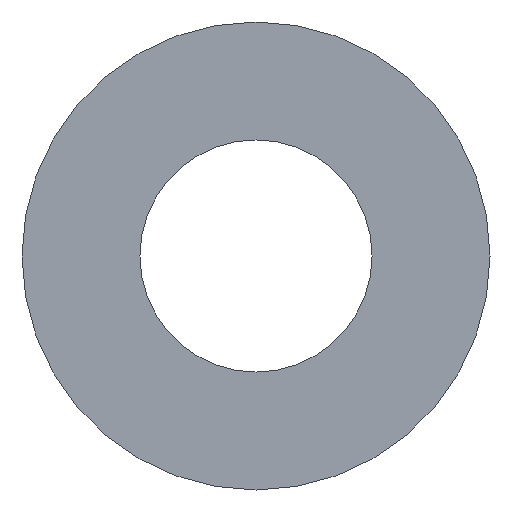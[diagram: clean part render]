
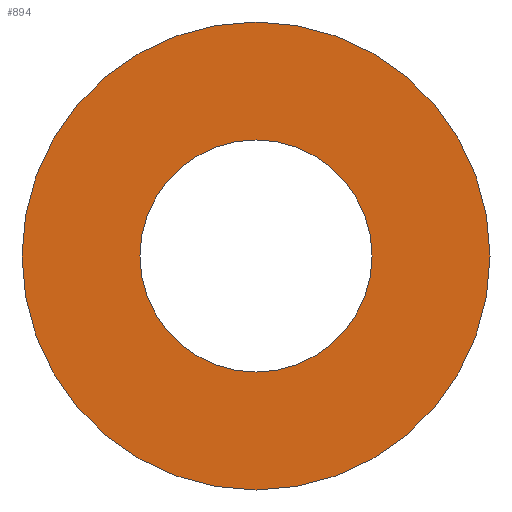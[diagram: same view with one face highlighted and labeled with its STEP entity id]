
A CAD part, front view. The second image highlights one B-rep face of the part: STEP entity #894.
In plain terms, the highlighted planar face has unit normal (0, -1, 0).
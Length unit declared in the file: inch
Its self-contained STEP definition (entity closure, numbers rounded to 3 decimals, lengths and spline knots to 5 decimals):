
#22 = AXIS2_PLACEMENT_3D ( 'NONE', #187, #365, #416 ) ;
#46 = EDGE_CURVE ( 'NONE', #548, #268, #81, .T. ) ;
#81 = CIRCLE ( 'NONE', #22, 1.25 ) ;
#88 = CARTESIAN_POINT ( 'NONE',  ( 0., 0., 0. ) ) ;
#109 = ORIENTED_EDGE ( 'NONE', *, *, #630, .F. ) ;
#133 = CIRCLE ( 'NONE', #214, 0.62 ) ;
#136 = AXIS2_PLACEMENT_3D ( 'NONE', #88, #530, #804 ) ;
#180 = AXIS2_PLACEMENT_3D ( 'NONE', #805, #818, #426 ) ;
#187 = CARTESIAN_POINT ( 'NONE',  ( 0., 0., 0. ) ) ;
#196 = VERTEX_POINT ( 'NONE', #680 ) ;
#214 = AXIS2_PLACEMENT_3D ( 'NONE', #560, #834, #793 ) ;
#268 = VERTEX_POINT ( 'NONE', #819 ) ;
#295 = EDGE_CURVE ( 'NONE', #268, #548, #509, .T. ) ;
#307 = CARTESIAN_POINT ( 'NONE',  ( 0., 0., 0. ) ) ;
#321 = EDGE_CURVE ( 'NONE', #196, #526, #622, .T. ) ;
#361 = DIRECTION ( 'NONE',  ( 0., -1., 0. ) ) ;
#365 = DIRECTION ( 'NONE',  ( 0., -1., 0. ) ) ;
#398 = PLANE ( 'NONE',  #180 ) ;
#416 = DIRECTION ( 'NONE',  ( 0., 0., -1. ) ) ;
#421 = ORIENTED_EDGE ( 'NONE', *, *, #321, .F. ) ;
#426 = DIRECTION ( 'NONE',  ( 0., 0., 1. ) ) ;
#427 = DIRECTION ( 'NONE',  ( 0., 0., -1. ) ) ;
#436 = ORIENTED_EDGE ( 'NONE', *, *, #46, .T. ) ;
#509 = CIRCLE ( 'NONE', #645, 1.25 ) ;
#526 = VERTEX_POINT ( 'NONE', #822 ) ;
#530 = DIRECTION ( 'NONE',  ( 0., -1., 0. ) ) ;
#548 = VERTEX_POINT ( 'NONE', #634 ) ;
#552 = EDGE_LOOP ( 'NONE', ( #710, #436 ) ) ;
#560 = CARTESIAN_POINT ( 'NONE',  ( 0., 0., 0. ) ) ;
#603 = FACE_BOUND ( 'NONE', #637, .T. ) ;
#622 = CIRCLE ( 'NONE', #136, 0.62 ) ;
#630 = EDGE_CURVE ( 'NONE', #526, #196, #133, .T. ) ;
#634 = CARTESIAN_POINT ( 'NONE',  ( 0., 0., 1.25 ) ) ;
#637 = EDGE_LOOP ( 'NONE', ( #421, #109 ) ) ;
#645 = AXIS2_PLACEMENT_3D ( 'NONE', #307, #361, #427 ) ;
#680 = CARTESIAN_POINT ( 'NONE',  ( 0., 0., -0.62 ) ) ;
#703 = FACE_OUTER_BOUND ( 'NONE', #552, .T. ) ;
#710 = ORIENTED_EDGE ( 'NONE', *, *, #295, .T. ) ;
#793 = DIRECTION ( 'NONE',  ( 0., 0., -1. ) ) ;
#804 = DIRECTION ( 'NONE',  ( 0., 0., -1. ) ) ;
#805 = CARTESIAN_POINT ( 'NONE',  ( 0., 0., 0. ) ) ;
#818 = DIRECTION ( 'NONE',  ( 0., 1., 0. ) ) ;
#819 = CARTESIAN_POINT ( 'NONE',  ( 0., 0., -1.25 ) ) ;
#822 = CARTESIAN_POINT ( 'NONE',  ( 0., 0., 0.62 ) ) ;
#834 = DIRECTION ( 'NONE',  ( 0., -1., 0. ) ) ;
#894 = ADVANCED_FACE ( 'NONE', ( #603, #703 ), #398, .F. ) ;
